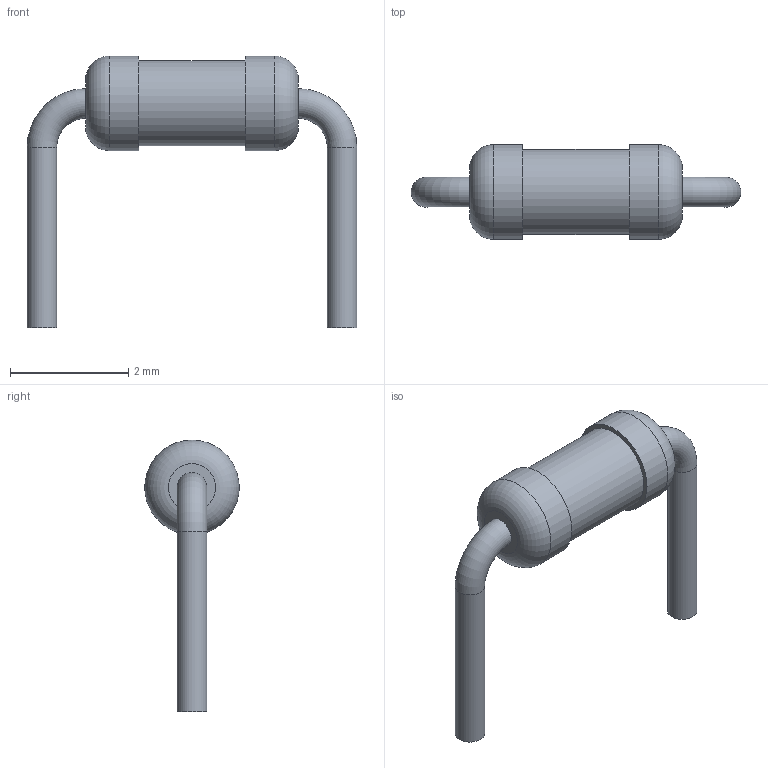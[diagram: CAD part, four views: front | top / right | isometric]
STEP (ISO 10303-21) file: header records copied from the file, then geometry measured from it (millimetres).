
FILE_DESCRIPTION(/* description */ ('model of R_Axial_DIN0204_L3.6mm_D1.6mm_P5.08mm_Horizontal'),/* implementation_level */ '2;1');
FILE_NAME(/* name */ 'R_Axial_DIN0204_L3.6mm_D1.6mm_P5.08mm_Horizontal.step',/* time_stamp */ '2017-11-28T09:36:43',/* author */ ('kicad StepUp','ksu'),/* organization */ ('FreeCAD'),/* preprocessor_version */ 'OCC',/* originating_system */ 'kicad StepUp',/* authorisation */ '');
FILE_SCHEMA(('AUTOMOTIVE_DESIGN_CC2 { 1 2 10303 214 -1 1 5 4 }'));
Length unit declared in the file: millimetre
Products named in the file (2): ASSEMBLY; R_Axial_DIN0204_L36mm_D16mm_P508mm_Horizontal
Assembly tree (1 placements, depth 2):
  ASSEMBLY
    R_Axial_DIN0204_L36mm_D16mm_P508mm_Horizontal
Bounding box: 5.58 x 1.6 x 4.6 mm (x, y, z)
Volume: 7.9 mm3; surface area: 33.4 mm2
Topology: 1 solids, 1 shells, 15 faces, 23 edges, 14 vertices
Faces by surface type: plane 6, cylinder 5, torus 4
Full cylindrical faces by diameter (mm): 0.5 x2, 1.44 x1, 1.6 x2
Entity records: 673 total; most frequent: CARTESIAN_POINT 254, DIRECTION 71, ORIENTED_EDGE 46, AXIS2_PLACEMENT_3D 33, EDGE_CURVE 23, FACE_BOUND 19, EDGE_LOOP 19, CIRCLE 16
